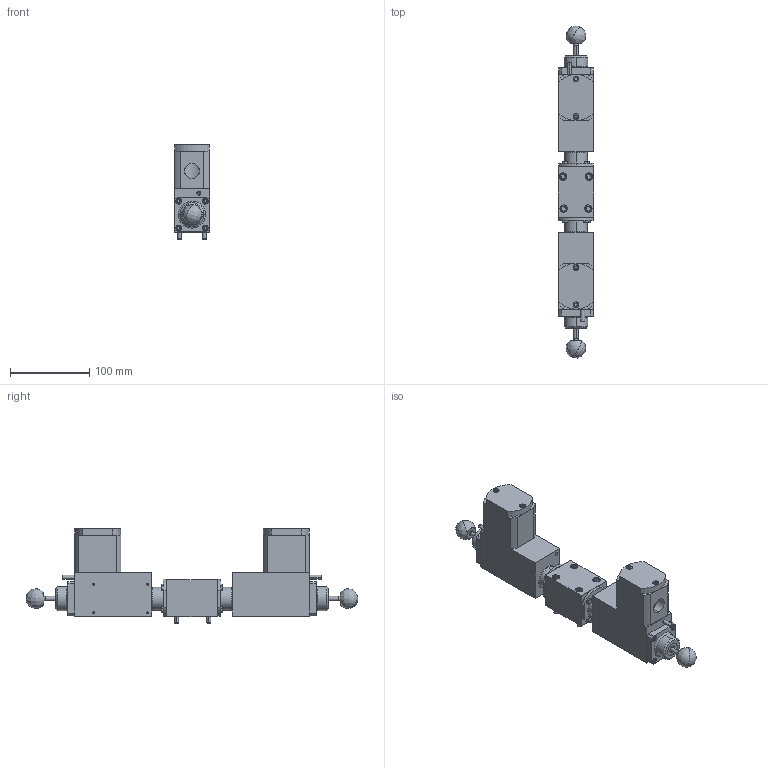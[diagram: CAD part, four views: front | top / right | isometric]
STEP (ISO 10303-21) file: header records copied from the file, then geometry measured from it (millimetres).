
FILE_DESCRIPTION (( 'STEP AP214' ), '1' );
FILE_NAME ('4ED6-800800-bob-AB.STEP', '2016-01-20T07:46:30', ( '' ), ( '' ), 'SwSTEP 2.0', 'SolidWorks 2012', '' );
FILE_SCHEMA (( 'AUTOMOTIVE_DESIGN' ));
Length unit declared in the file: millimetre
Products named in the file (1): 4ED6-800800-bob-AB
Bounding box: 45 x 418.39 x 119 mm (x, y, z)
Volume: 692741.6 mm3; surface area: 215873.5 mm2
Topology: 41 solids, 41 shells, 1405 faces, 3452 edges, 2186 vertices
Faces by surface type: cylinder 554, plane 422, cone 237, bspline 119, torus 73
Entity records: 67447 total; most frequent: CARTESIAN_POINT 18744, DIRECTION 7011, ORIENTED_EDGE 6648, EDGE_CURVE 3324, AXIS2_PLACEMENT_3D 2856, VERTEX_POINT 2186, EDGE_LOOP 1702, CIRCLE 1569
